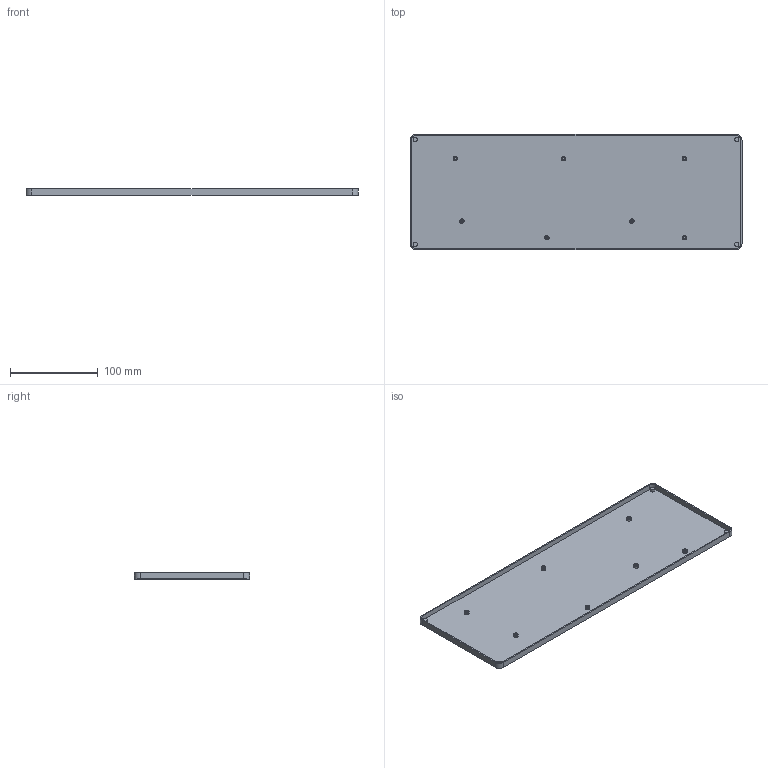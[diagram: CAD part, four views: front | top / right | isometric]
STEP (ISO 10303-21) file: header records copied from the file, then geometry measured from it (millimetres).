
FILE_DESCRIPTION(/* description */ ('','CAx-IF Rec.Pracs.---Representation and Presentation of Product Manufacturing Information (PMI)---4.0---2014-10-13'),/* implementation_level */ '2;1');
FILE_NAME(/* name */ 'Bottom Plate.step',/* time_stamp */ '2025-01-12T20:25:41+01:00',/* author */ (''),/* organization */ (''),/* preprocessor_version */ 'ST-DEVELOPER v20',/* originating_system */ 'Autodesk Translation Framework v13.20.0.188',/* authorisation */ '');
FILE_SCHEMA (('AP242_MANAGED_MODEL_BASED_3D_ENGINEERING_MIM_LF { 1 0 10303 442 1 1 4 }'));
Length unit declared in the file: millimetre
Products named in the file (1): FusionComponent
Bounding box: 379.43 x 131.77 x 7.1 mm (x, y, z)
Volume: 59729.6 mm3; surface area: 114355.4 mm2
Topology: 12 solids, 12 shells, 143 faces, 333 edges, 222 vertices
Faces by surface type: cylinder 89, plane 40, bspline 14
Full cylindrical faces by diameter (mm): 2.529 x14, 3.086 x14, 5 x11
Entity records: 9402 total; most frequent: CARTESIAN_POINT 6404, ORIENTED_EDGE 666, DIRECTION 491, EDGE_CURVE 333, VERTEX_POINT 222, AXIS2_PLACEMENT_3D 196, B_SPLINE_CURVE_WITH_KNOTS 168, EDGE_LOOP 151
